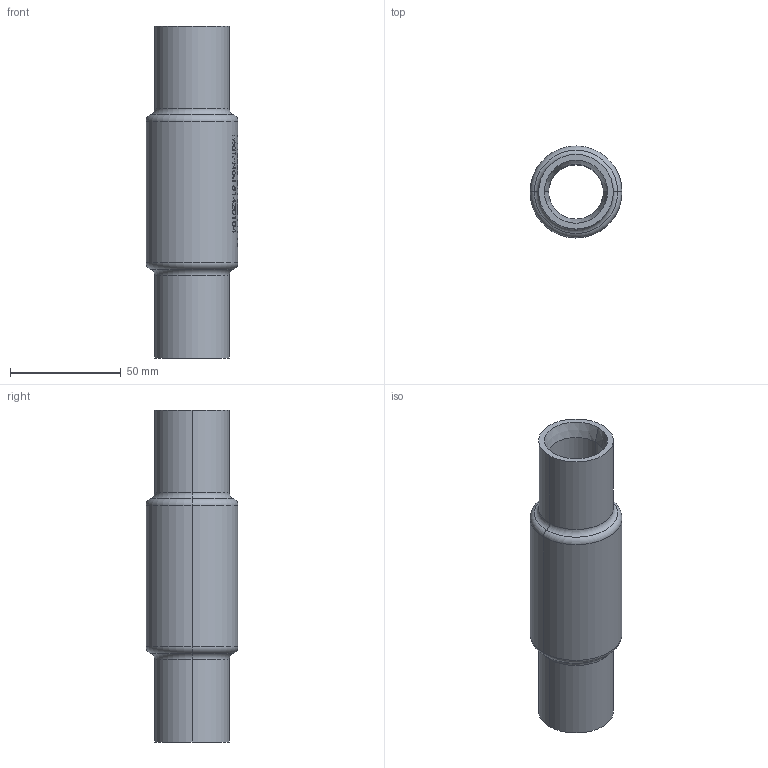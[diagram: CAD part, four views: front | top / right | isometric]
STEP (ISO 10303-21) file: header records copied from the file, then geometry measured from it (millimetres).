
FILE_DESCRIPTION (( 'STEP AP214' ), '1' );
FILE_NAME ('7110000_DN025_ PN10_51420104.STEP', '2022-02-25T09:52:32', ( 'axxx' ), ( 'Hewlett-Packard Company' ), 'SwSTEP 2.0', 'SolidWorks 2019', '' );
FILE_SCHEMA (( 'AUTOMOTIVE_DESIGN' ));
Length unit declared in the file: millimetre
Products named in the file (1): 7110000_DN025_ PN10_51420104
Bounding box: 41.5 x 41.5 x 150 mm (x, y, z)
Volume: 92299 mm3; surface area: 33046 mm2
Topology: 1 solids, 1 shells, 502 faces, 1346 edges, 892 vertices
Faces by surface type: plane 249, bspline 202, cylinder 39, torus 8, cone 4
Entity records: 27399 total; most frequent: CARTESIAN_POINT 16290, ORIENTED_EDGE 2692, DIRECTION 1578, EDGE_CURVE 1346, VERTEX_POINT 892, LINE 746, VECTOR 746, EDGE_LOOP 550
